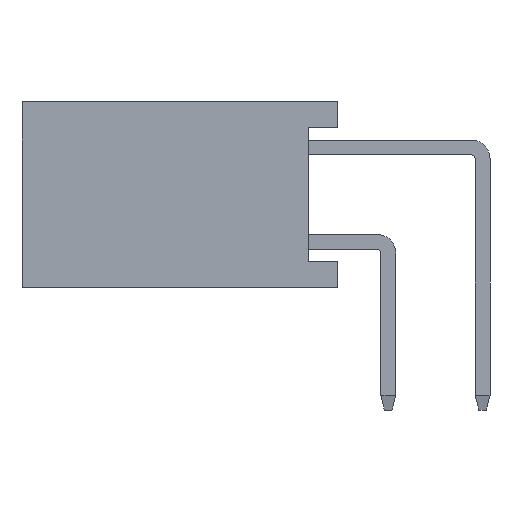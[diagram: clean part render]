
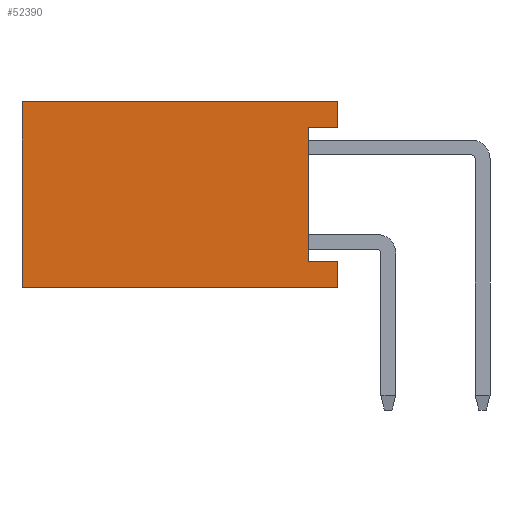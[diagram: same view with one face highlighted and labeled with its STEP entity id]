
A CAD part, front view. The second image highlights one B-rep face of the part: STEP entity #52390.
In plain terms, the highlighted face is planar.
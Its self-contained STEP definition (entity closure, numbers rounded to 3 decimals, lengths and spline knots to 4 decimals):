
#5556=ORIENTED_EDGE('',*,*,#15256,.T.);
#5557=ORIENTED_EDGE('',*,*,#15241,.T.);
#5558=ORIENTED_EDGE('',*,*,#15254,.T.);
#5559=ORIENTED_EDGE('',*,*,#15246,.F.);
#5560=ORIENTED_EDGE('',*,*,#15257,.F.);
#5561=ORIENTED_EDGE('',*,*,#15250,.T.);
#5562=ORIENTED_EDGE('',*,*,#15253,.T.);
#5563=ORIENTED_EDGE('',*,*,#15237,.T.);
#15237=EDGE_CURVE('',#19784,#19783,#23743,.T.);
#15241=EDGE_CURVE('',#19788,#19786,#23747,.T.);
#15246=EDGE_CURVE('',#19792,#19793,#23752,.T.);
#15250=EDGE_CURVE('',#19797,#19796,#23756,.T.);
#15253=EDGE_CURVE('',#19796,#19784,#23759,.T.);
#15254=EDGE_CURVE('',#19786,#19793,#23760,.T.);
#15256=EDGE_CURVE('',#19783,#19788,#23762,.T.);
#15257=EDGE_CURVE('',#19797,#19792,#23763,.T.);
#19783=VERTEX_POINT('',#73510);
#19784=VERTEX_POINT('',#73512);
#19786=VERTEX_POINT('',#73518);
#19788=VERTEX_POINT('',#73521);
#19792=VERTEX_POINT('',#73530);
#19793=VERTEX_POINT('',#73532);
#19796=VERTEX_POINT('',#73539);
#19797=VERTEX_POINT('',#73541);
#23743=LINE('',#73511,#28493);
#23747=LINE('',#73520,#28497);
#23752=LINE('',#73531,#28502);
#23756=LINE('',#73540,#28506);
#23759=LINE('',#73545,#28509);
#23760=LINE('',#73547,#28510);
#23762=LINE('',#73550,#28512);
#23763=LINE('',#73551,#28513);
#28493=VECTOR('',#61393,1000.);
#28497=VECTOR('',#61399,1000.);
#28502=VECTOR('',#61406,1000.);
#28506=VECTOR('',#61412,1000.);
#28509=VECTOR('',#61417,1000.);
#28510=VECTOR('',#61420,1000.);
#28512=VECTOR('',#61424,1000.);
#28513=VECTOR('',#61425,1000.);
#30936=EDGE_LOOP('',(#5556,#5557,#5558,#5559,#5560,#5561,#5562,#5563));
#33156=FACE_BOUND('',#30936,.T.);
#35376=PLANE('',#54685);
#52390=ADVANCED_FACE('',(#33156),#35376,.T.);
#54685=AXIS2_PLACEMENT_3D('',#73549,#61422,#61423);
#61393=DIRECTION('',(0.,0.,1.));
#61399=DIRECTION('',(0.,0.,-1.));
#61406=DIRECTION('',(0.,0.,-1.));
#61412=DIRECTION('',(0.,0.,-1.));
#61417=DIRECTION('',(0.,1.,0.));
#61420=DIRECTION('',(0.,1.,0.));
#61422=DIRECTION('',(1.,0.,0.));
#61423=DIRECTION('',(0.,0.,-1.));
#61424=DIRECTION('',(0.,1.,0.));
#61425=DIRECTION('',(0.,1.,0.));
#73510=CARTESIAN_POINT('',(21.84,-1.8,-3.45));
#73511=CARTESIAN_POINT('',(21.84,-1.8,-4.25));
#73512=CARTESIAN_POINT('',(21.84,-1.8,-4.25));
#73518=CARTESIAN_POINT('',(21.84,1.8,-4.25));
#73520=CARTESIAN_POINT('',(21.84,1.8,-3.45));
#73521=CARTESIAN_POINT('',(21.84,1.8,-3.45));
#73530=CARTESIAN_POINT('',(21.84,2.5,4.25));
#73531=CARTESIAN_POINT('',(21.84,2.5,4.25));
#73532=CARTESIAN_POINT('',(21.84,2.5,-4.25));
#73539=CARTESIAN_POINT('',(21.84,-2.5,-4.25));
#73540=CARTESIAN_POINT('',(21.84,-2.5,4.25));
#73541=CARTESIAN_POINT('',(21.84,-2.5,4.25));
#73545=CARTESIAN_POINT('',(21.84,-2.5,-4.25));
#73547=CARTESIAN_POINT('',(21.84,-2.5,-4.25));
#73549=CARTESIAN_POINT('',(21.84,-2.5,4.25));
#73550=CARTESIAN_POINT('',(21.84,-1.8,-3.45));
#73551=CARTESIAN_POINT('',(21.84,-2.5,4.25));
